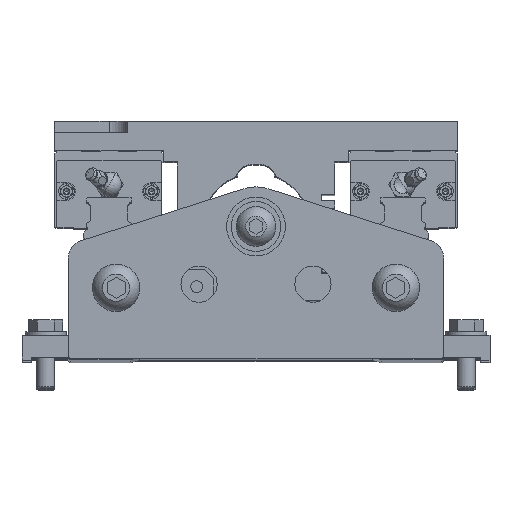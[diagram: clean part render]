
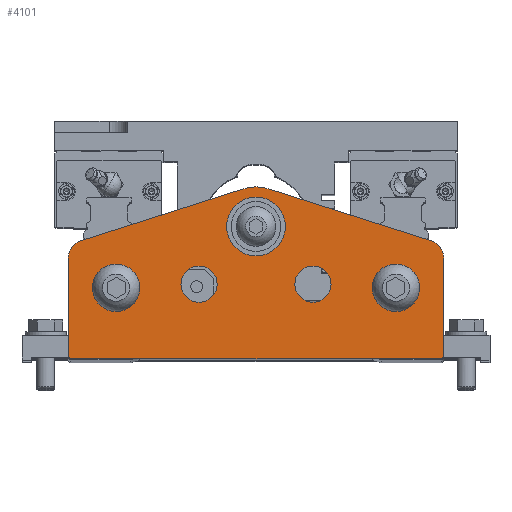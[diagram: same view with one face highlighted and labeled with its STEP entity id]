
A CAD part, top view. The second image highlights one B-rep face of the part: STEP entity #4101.
In plain terms, the highlighted planar face has unit normal (0, 0, 1).
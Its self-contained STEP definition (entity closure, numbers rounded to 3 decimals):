
#4101 = ADVANCED_FACE( '', ( #9903, #9904, #9905, #9906, #9907, #9908 ), #9909, .F. );
#9903 = FACE_BOUND( '', #17727, .T. );
#9904 = FACE_BOUND( '', #17728, .T. );
#9905 = FACE_BOUND( '', #17729, .T. );
#9906 = FACE_BOUND( '', #17730, .T. );
#9907 = FACE_OUTER_BOUND( '', #17731, .T. );
#9908 = FACE_BOUND( '', #17732, .T. );
#9909 = PLANE( '', #17733 );
#17727 = EDGE_LOOP( '', ( #29684 ) );
#17728 = EDGE_LOOP( '', ( #29685 ) );
#17729 = EDGE_LOOP( '', ( #29686 ) );
#17730 = EDGE_LOOP( '', ( #29687 ) );
#17731 = EDGE_LOOP( '', ( #29688, #29689, #29690, #29691, #29692, #29693, #29694, #29695, #29696, #29697 ) );
#17732 = EDGE_LOOP( '', ( #29698 ) );
#17733 = AXIS2_PLACEMENT_3D( '', #29699, #29700, #29701 );
#29684 = ORIENTED_EDGE( '', *, *, #47771, .F. );
#29685 = ORIENTED_EDGE( '', *, *, #47772, .T. );
#29686 = ORIENTED_EDGE( '', *, *, #47773, .F. );
#29687 = ORIENTED_EDGE( '', *, *, #47774, .T. );
#29688 = ORIENTED_EDGE( '', *, *, #45116, .F. );
#29689 = ORIENTED_EDGE( '', *, *, #46108, .T. );
#29690 = ORIENTED_EDGE( '', *, *, #46541, .F. );
#29691 = ORIENTED_EDGE( '', *, *, #45337, .T. );
#29692 = ORIENTED_EDGE( '', *, *, #47775, .F. );
#29693 = ORIENTED_EDGE( '', *, *, #47776, .F. );
#29694 = ORIENTED_EDGE( '', *, *, #47777, .F. );
#29695 = ORIENTED_EDGE( '', *, *, #47778, .F. );
#29696 = ORIENTED_EDGE( '', *, *, #47779, .F. );
#29697 = ORIENTED_EDGE( '', *, *, #45083, .F. );
#29698 = ORIENTED_EDGE( '', *, *, #47780, .F. );
#29699 = CARTESIAN_POINT( '', ( -75., 45., 363.25 ) );
#29700 = DIRECTION( '', ( 0., 0., -1. ) );
#29701 = DIRECTION( '', ( -0.304, 0.953, 0. ) );
#45083 = EDGE_CURVE( '', #54019, #54021, #54022, .T. );
#45116 = EDGE_CURVE( '', #54079, #54019, #54081, .T. );
#45337 = EDGE_CURVE( '', #54464, #54465, #54466, .F. );
#46108 = EDGE_CURVE( '', #54079, #55756, #55757, .F. );
#46541 = EDGE_CURVE( '', #54464, #55756, #56477, .T. );
#47771 = EDGE_CURVE( '', #58393, #58393, #58394, .F. );
#47772 = EDGE_CURVE( '', #58395, #58395, #58396, .T. );
#47773 = EDGE_CURVE( '', #58397, #58397, #58398, .T. );
#47774 = EDGE_CURVE( '', #58399, #58399, #58400, .T. );
#47775 = EDGE_CURVE( '', #58401, #54465, #58402, .T. );
#47776 = EDGE_CURVE( '', #58403, #58401, #58404, .T. );
#47777 = EDGE_CURVE( '', #58405, #58403, #58406, .T. );
#47778 = EDGE_CURVE( '', #58407, #58405, #58408, .T. );
#47779 = EDGE_CURVE( '', #54021, #58407, #58409, .T. );
#47780 = EDGE_CURVE( '', #58410, #58410, #58411, .F. );
#54019 = VERTEX_POINT( '', #67233 );
#54021 = VERTEX_POINT( '', #67236 );
#54022 = CIRCLE( '', #67237, 8. );
#54079 = VERTEX_POINT( '', #67324 );
#54081 = LINE( '', #67327, #67328 );
#54464 = VERTEX_POINT( '', #67937 );
#54465 = VERTEX_POINT( '', #67938 );
#54466 = CIRCLE( '', #67939, 1.5 );
#55756 = VERTEX_POINT( '', #69959 );
#55757 = CIRCLE( '', #69960, 1.5 );
#56477 = LINE( '', #71180, #71181 );
#58393 = VERTEX_POINT( '', #74356 );
#58394 = CIRCLE( '', #74357, 10.5 );
#58395 = VERTEX_POINT( '', #74358 );
#58396 = CIRCLE( '', #74359, 13. );
#58397 = VERTEX_POINT( '', #74360 );
#58398 = CIRCLE( '', #74361, 8. );
#58399 = VERTEX_POINT( '', #74362 );
#58400 = CIRCLE( '', #74363, 8. );
#58401 = VERTEX_POINT( '', #74364 );
#58402 = LINE( '', #74365, #74366 );
#58403 = VERTEX_POINT( '', #74367 );
#58404 = CIRCLE( '', #74368, 8. );
#58405 = VERTEX_POINT( '', #74369 );
#58406 = LINE( '', #74370, #74371 );
#58407 = VERTEX_POINT( '', #74372 );
#58408 = CIRCLE( '', #74373, 17.5 );
#58409 = LINE( '', #74374, #74375 );
#58410 = VERTEX_POINT( '', #74376 );
#58411 = CIRCLE( '', #74377, 10.5 );
#67233 = CARTESIAN_POINT( '', ( -83., 45., 363.25 ) );
#67236 = CARTESIAN_POINT( '', ( -77.436, 52.62, 363.25 ) );
#67237 = AXIS2_PLACEMENT_3D( '', #84648, #84649, #84650 );
#67324 = CARTESIAN_POINT( '', ( -83., 2., 363.25 ) );
#67327 = CARTESIAN_POINT( '', ( -83., 0.5, 363.25 ) );
#67328 = VECTOR( '', #84700, 1000. );
#67937 = CARTESIAN_POINT( '', ( 81.5, 0.5, 363.25 ) );
#67938 = CARTESIAN_POINT( '', ( 83., 2., 363.25 ) );
#67939 = AXIS2_PLACEMENT_3D( '', #85008, #85009, #85010 );
#69959 = CARTESIAN_POINT( '', ( -81.5, 0.5, 363.25 ) );
#69960 = AXIS2_PLACEMENT_3D( '', #86066, #86067, #86068 );
#71180 = CARTESIAN_POINT( '', ( 83., 0.5, 363.25 ) );
#71181 = VECTOR( '', #86603, 1000. );
#74356 = CARTESIAN_POINT( '', ( 51.4, 31.9, 363.25 ) );
#74357 = AXIS2_PLACEMENT_3D( '', #88308, #88309, #88310 );
#74358 = CARTESIAN_POINT( '', ( 13., 59., 363.25 ) );
#74359 = AXIS2_PLACEMENT_3D( '', #88311, #88312, #88313 );
#74360 = CARTESIAN_POINT( '', ( -33.2, 33.5, 363.25 ) );
#74361 = AXIS2_PLACEMENT_3D( '', #88314, #88315, #88316 );
#74362 = CARTESIAN_POINT( '', ( 33.2, 33.5, 363.25 ) );
#74363 = AXIS2_PLACEMENT_3D( '', #88317, #88318, #88319 );
#74364 = CARTESIAN_POINT( '', ( 83., 45., 363.25 ) );
#74365 = CARTESIAN_POINT( '', ( 83., 45., 363.25 ) );
#74366 = VECTOR( '', #88320, 1000. );
#74367 = CARTESIAN_POINT( '', ( 77.436, 52.62, 363.25 ) );
#74368 = AXIS2_PLACEMENT_3D( '', #88321, #88322, #88323 );
#74369 = CARTESIAN_POINT( '', ( 5.328, 75.669, 363.25 ) );
#74370 = CARTESIAN_POINT( '', ( 5.328, 75.669, 363.25 ) );
#74371 = VECTOR( '', #88324, 1000. );
#74372 = CARTESIAN_POINT( '', ( -5.328, 75.669, 363.25 ) );
#74373 = AXIS2_PLACEMENT_3D( '', #88325, #88326, #88327 );
#74374 = CARTESIAN_POINT( '', ( -77.436, 52.62, 363.25 ) );
#74375 = VECTOR( '', #88328, 1000. );
#74376 = CARTESIAN_POINT( '', ( -72.4, 31.9, 363.25 ) );
#74377 = AXIS2_PLACEMENT_3D( '', #88329, #88330, #88331 );
#84648 = CARTESIAN_POINT( '', ( -75., 45., 363.25 ) );
#84649 = DIRECTION( '', ( 0., 0., -1. ) );
#84650 = DIRECTION( '', ( -1., 0., 0. ) );
#84700 = DIRECTION( '', ( 0., 1., 0. ) );
#85008 = CARTESIAN_POINT( '', ( 81.5, 2., 363.25 ) );
#85009 = DIRECTION( '', ( 0., 0., -1. ) );
#85010 = DIRECTION( '', ( -1., 0., 0. ) );
#86066 = CARTESIAN_POINT( '', ( -81.5, 2., 363.25 ) );
#86067 = DIRECTION( '', ( 0., 0., -1. ) );
#86068 = DIRECTION( '', ( -1., 0., 0. ) );
#86603 = DIRECTION( '', ( -1., 0., 0. ) );
#88308 = CARTESIAN_POINT( '', ( 61.9, 31.9, 363.25 ) );
#88309 = DIRECTION( '', ( 0., 0., -1. ) );
#88310 = DIRECTION( '', ( -1., 0., 0. ) );
#88311 = CARTESIAN_POINT( '', ( 0., 59., 363.25 ) );
#88312 = DIRECTION( '', ( 0., 0., -1. ) );
#88313 = DIRECTION( '', ( 1., 0., 0. ) );
#88314 = CARTESIAN_POINT( '', ( -25.2, 33.5, 363.25 ) );
#88315 = DIRECTION( '', ( 0., 0., 1. ) );
#88316 = DIRECTION( '', ( -1., 0., 0. ) );
#88317 = CARTESIAN_POINT( '', ( 25.2, 33.5, 363.25 ) );
#88318 = DIRECTION( '', ( 0., 0., -1. ) );
#88319 = DIRECTION( '', ( 1., 0., 0. ) );
#88320 = DIRECTION( '', ( 0., -1., 0. ) );
#88321 = CARTESIAN_POINT( '', ( 75., 45., 363.25 ) );
#88322 = DIRECTION( '', ( 0., 0., -1. ) );
#88323 = DIRECTION( '', ( 1., 0., 0. ) );
#88324 = DIRECTION( '', ( 0.953, -0.304, 0. ) );
#88325 = CARTESIAN_POINT( '', ( 0., 59., 363.25 ) );
#88326 = DIRECTION( '', ( 0., 0., -1. ) );
#88327 = DIRECTION( '', ( 1., 0., 0. ) );
#88328 = DIRECTION( '', ( 0.953, 0.304, 0. ) );
#88329 = CARTESIAN_POINT( '', ( -61.9, 31.9, 363.25 ) );
#88330 = DIRECTION( '', ( 0., 0., -1. ) );
#88331 = DIRECTION( '', ( -1., 0., 0. ) );
